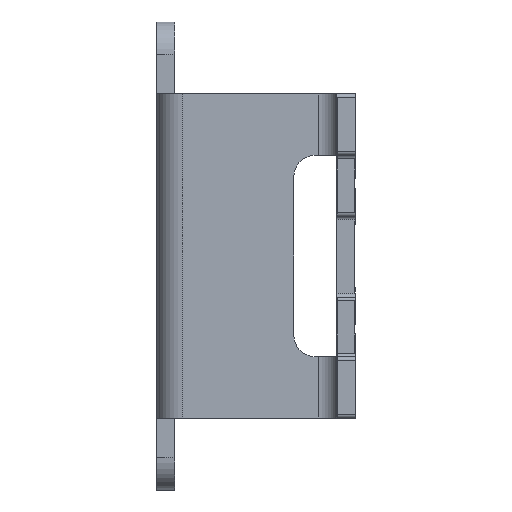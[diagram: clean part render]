
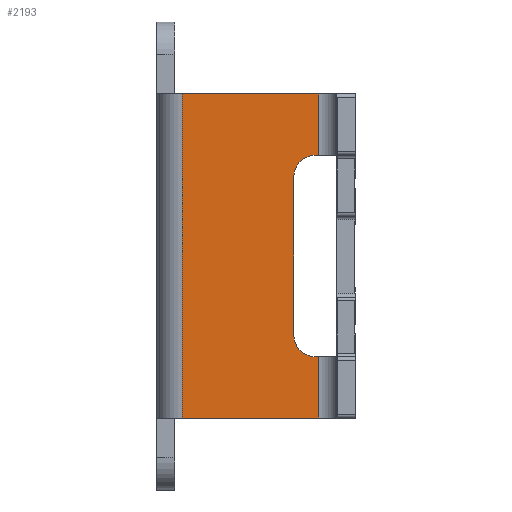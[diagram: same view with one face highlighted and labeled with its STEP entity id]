
A CAD part, front view. The second image highlights one B-rep face of the part: STEP entity #2193.
In plain terms, the highlighted planar face has unit normal (0, -1, 0).
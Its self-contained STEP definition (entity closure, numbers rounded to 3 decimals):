
#1 = VERTEX_POINT ( 'NONE', #2470 ) ;
#14 = CARTESIAN_POINT ( 'NONE',  ( 3.5, -43., 55. ) ) ;
#27 = DIRECTION ( 'NONE',  ( 0., 0., -1. ) ) ;
#100 = CIRCLE ( 'NONE', #2144, 3. ) ;
#112 = PLANE ( 'NONE',  #2012 ) ;
#137 = DIRECTION ( 'NONE',  ( 0., 0., 1. ) ) ;
#241 = DIRECTION ( 'NONE',  ( -1., 0., 0. ) ) ;
#246 = CARTESIAN_POINT ( 'NONE',  ( 22., -43., 18.5 ) ) ;
#248 = CIRCLE ( 'NONE', #760, 3. ) ;
#276 = LINE ( 'NONE', #2060, #951 ) ;
#358 = DIRECTION ( 'NONE',  ( 0., 0., -1. ) ) ;
#373 = CARTESIAN_POINT ( 'NONE',  ( 22., -43., 21.5 ) ) ;
#449 = LINE ( 'NONE', #455, #1493 ) ;
#455 = CARTESIAN_POINT ( 'NONE',  ( 3.5, -43., 55. ) ) ;
#595 = VERTEX_POINT ( 'NONE', #1869 ) ;
#652 = EDGE_CURVE ( 'NONE', #933, #972, #1979, .T. ) ;
#690 = CARTESIAN_POINT ( 'NONE',  ( 22.5, -43., 55. ) ) ;
#698 = ORIENTED_EDGE ( 'NONE', *, *, #1591, .T. ) ;
#717 = EDGE_CURVE ( 'NONE', #1878, #1, #922, .T. ) ;
#722 = CARTESIAN_POINT ( 'NONE',  ( 22.5, -43., 18.5 ) ) ;
#760 = AXIS2_PLACEMENT_3D ( 'NONE', #2248, #1804, #2025 ) ;
#770 = VECTOR ( 'NONE', #2511, 1000. ) ;
#817 = CARTESIAN_POINT ( 'NONE',  ( 3.5, -43., 65. ) ) ;
#920 = LINE ( 'NONE', #1231, #1140 ) ;
#922 = LINE ( 'NONE', #817, #1399 ) ;
#924 = EDGE_CURVE ( 'NONE', #938, #595, #248, .T. ) ;
#933 = VERTEX_POINT ( 'NONE', #722 ) ;
#938 = VERTEX_POINT ( 'NONE', #1971 ) ;
#951 = VECTOR ( 'NONE', #358, 1000. ) ;
#964 = CARTESIAN_POINT ( 'NONE',  ( 19., -43., 21.5 ) ) ;
#972 = VERTEX_POINT ( 'NONE', #246 ) ;
#1004 = DIRECTION ( 'NONE',  ( 1., 0., 0. ) ) ;
#1053 = EDGE_CURVE ( 'NONE', #1969, #2337, #920, .T. ) ;
#1124 = DIRECTION ( 'NONE',  ( 0., 0., -1. ) ) ;
#1140 = VECTOR ( 'NONE', #2725, 1000. ) ;
#1231 = CARTESIAN_POINT ( 'NONE',  ( 22.5, -43., 65. ) ) ;
#1279 = LINE ( 'NONE', #2617, #1346 ) ;
#1286 = ORIENTED_EDGE ( 'NONE', *, *, #652, .T. ) ;
#1346 = VECTOR ( 'NONE', #27, 1000. ) ;
#1366 = LINE ( 'NONE', #1639, #2209 ) ;
#1399 = VECTOR ( 'NONE', #1124, 1000. ) ;
#1407 = CARTESIAN_POINT ( 'NONE',  ( 22.5, -43., 10. ) ) ;
#1493 = VECTOR ( 'NONE', #1988, 1000. ) ;
#1552 = ORIENTED_EDGE ( 'NONE', *, *, #2219, .T. ) ;
#1591 = EDGE_CURVE ( 'NONE', #595, #2337, #1366, .T. ) ;
#1598 = ORIENTED_EDGE ( 'NONE', *, *, #924, .T. ) ;
#1616 = CARTESIAN_POINT ( 'NONE',  ( 3.5, -43., 65. ) ) ;
#1638 = ORIENTED_EDGE ( 'NONE', *, *, #1053, .F. ) ;
#1639 = CARTESIAN_POINT ( 'NONE',  ( 3.5, -43., 46.5 ) ) ;
#1657 = CARTESIAN_POINT ( 'NONE',  ( 3.5, -43., 10. ) ) ;
#1661 = EDGE_CURVE ( 'NONE', #938, #2128, #276, .T. ) ;
#1686 = CARTESIAN_POINT ( 'NONE',  ( 22.5, -43., 46.5 ) ) ;
#1804 = DIRECTION ( 'NONE',  ( 0., 1., 0. ) ) ;
#1869 = CARTESIAN_POINT ( 'NONE',  ( 22., -43., 46.5 ) ) ;
#1878 = VERTEX_POINT ( 'NONE', #14 ) ;
#1903 = VECTOR ( 'NONE', #241, 1000. ) ;
#1907 = DIRECTION ( 'NONE',  ( 0., 1., 0. ) ) ;
#1929 = LINE ( 'NONE', #1657, #770 ) ;
#1969 = VERTEX_POINT ( 'NONE', #690 ) ;
#1971 = CARTESIAN_POINT ( 'NONE',  ( 19., -43., 43.5 ) ) ;
#1979 = LINE ( 'NONE', #2345, #1903 ) ;
#1988 = DIRECTION ( 'NONE',  ( -1., 0., 0. ) ) ;
#2012 = AXIS2_PLACEMENT_3D ( 'NONE', #1616, #2063, #137 ) ;
#2025 = DIRECTION ( 'NONE',  ( 0., 0., 1. ) ) ;
#2060 = CARTESIAN_POINT ( 'NONE',  ( 19., -43., 65. ) ) ;
#2063 = DIRECTION ( 'NONE',  ( 0., 1., 0. ) ) ;
#2128 = VERTEX_POINT ( 'NONE', #964 ) ;
#2144 = AXIS2_PLACEMENT_3D ( 'NONE', #373, #1907, #2791 ) ;
#2159 = VERTEX_POINT ( 'NONE', #1407 ) ;
#2174 = EDGE_CURVE ( 'NONE', #1, #2159, #1929, .T. ) ;
#2193 = ADVANCED_FACE ( 'NONE', ( #2237 ), #112, .F. ) ;
#2203 = ORIENTED_EDGE ( 'NONE', *, *, #2441, .F. ) ;
#2209 = VECTOR ( 'NONE', #1004, 1000. ) ;
#2219 = EDGE_CURVE ( 'NONE', #972, #2128, #100, .T. ) ;
#2225 = ORIENTED_EDGE ( 'NONE', *, *, #2174, .T. ) ;
#2237 = FACE_OUTER_BOUND ( 'NONE', #2684, .T. ) ;
#2248 = CARTESIAN_POINT ( 'NONE',  ( 22., -43., 43.5 ) ) ;
#2337 = VERTEX_POINT ( 'NONE', #1686 ) ;
#2345 = CARTESIAN_POINT ( 'NONE',  ( 3.5, -43., 18.5 ) ) ;
#2436 = ORIENTED_EDGE ( 'NONE', *, *, #2774, .T. ) ;
#2441 = EDGE_CURVE ( 'NONE', #933, #2159, #1279, .T. ) ;
#2470 = CARTESIAN_POINT ( 'NONE',  ( 3.5, -43., 10. ) ) ;
#2511 = DIRECTION ( 'NONE',  ( 1., 0., 0. ) ) ;
#2614 = ORIENTED_EDGE ( 'NONE', *, *, #717, .T. ) ;
#2617 = CARTESIAN_POINT ( 'NONE',  ( 22.5, -43., 65. ) ) ;
#2684 = EDGE_LOOP ( 'NONE', ( #2776, #1598, #698, #1638, #2436, #2614, #2225, #2203, #1286, #1552 ) ) ;
#2725 = DIRECTION ( 'NONE',  ( 0., 0., -1. ) ) ;
#2774 = EDGE_CURVE ( 'NONE', #1969, #1878, #449, .T. ) ;
#2776 = ORIENTED_EDGE ( 'NONE', *, *, #1661, .F. ) ;
#2791 = DIRECTION ( 'NONE',  ( 0., 0., 1. ) ) ;
